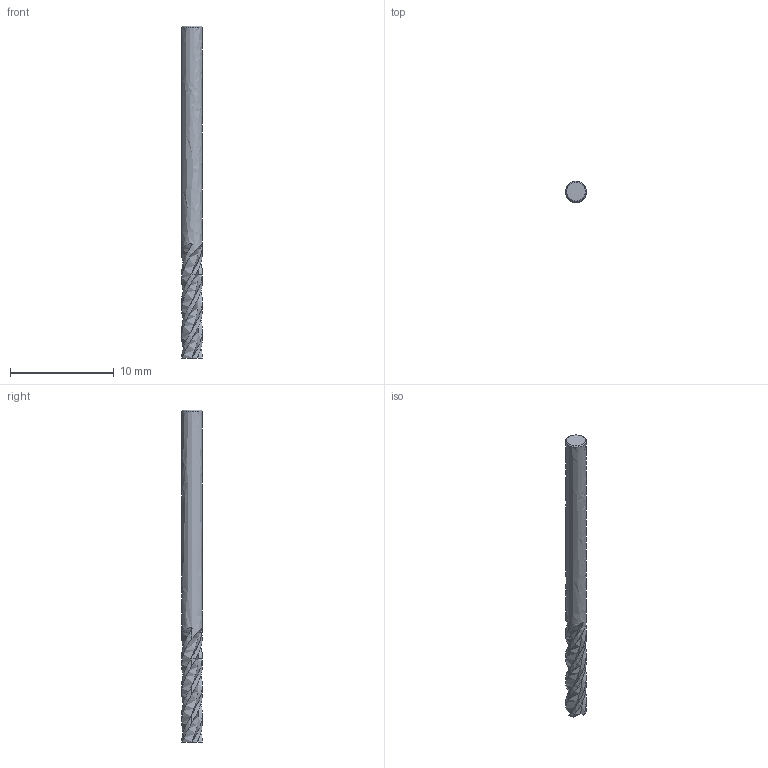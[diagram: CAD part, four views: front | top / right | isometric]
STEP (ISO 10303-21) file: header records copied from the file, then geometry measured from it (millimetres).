
FILE_DESCRIPTION(('STEP'), '1');
FILE_NAME('2540540020.stp', '2023-01-17T13:25:22', ('TDM Systems GmbH'), ('TDM Systems GmbH'), 'HarmonyWare STEP v2.1.2-dev Express v3.0.0.0', 'TDM', 'Unknown');
FILE_SCHEMA(('AUTOMOTIVE_DESIGN'));
Length unit declared in the file: millimetre
Products named in the file (1): NONE
Bounding box: 2 x 2 x 32 mm (x, y, z)
Volume: 88.6 mm3; surface area: 221.3 mm2
Topology: 2 solids, 2 shells, 31 faces, 92 edges, 70 vertices
Faces by surface type: bspline 27, plane 4
Entity records: 3989 total; most frequent: CARTESIAN_POINT 3237, ORIENTED_EDGE 176, DIRECTION 89, EDGE_CURVE 88, VERTEX_POINT 61, LINE 39, VECTOR 39, B_SPLINE_CURVE_WITH_KNOTS 35
